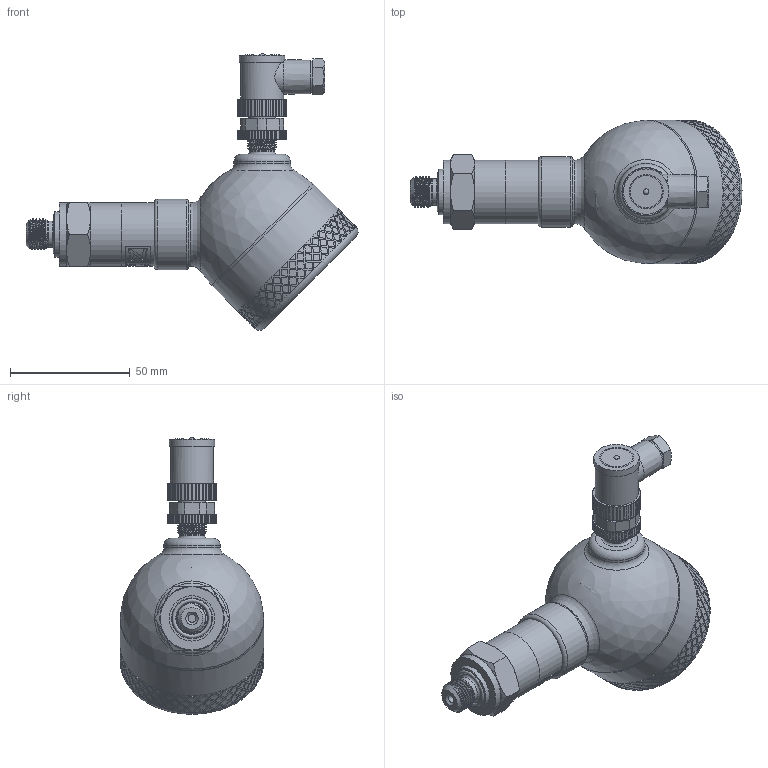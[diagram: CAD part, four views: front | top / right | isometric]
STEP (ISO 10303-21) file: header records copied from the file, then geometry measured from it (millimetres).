
FILE_DESCRIPTION(/* description */ (''),/* implementation_level */ '2;1');
FILE_NAME(/* name */ 'APZ3230FH_8_M12x1-angular.step',/* time_stamp */ '2021-06-30T15:25:22+03:00',/* author */ (''),/* organization */ (''),/* preprocessor_version */ 'ST-DEVELOPER v18.1',/* originating_system */ 'Autodesk Translation Framework v10.9.0.1377',/* authorisation */ '');
FILE_SCHEMA (('AUTOMOTIVE_DESIGN { 1 0 10303 214 3 1 1 }'));
Length unit declared in the file: millimetre
Products named in the file (7): Полевой корпус 
3420 3421 3230 заполненный; G 1\4 DIN; FieldHousing Assembly v16; main body; Крышка без 
дисплея; Адаптер М12х1; M12x1 female angular v10
Assembly tree (6 placements, depth 3):
  Полевой корпус 
3420 3421 3230 заполненный
    G 1\4 DIN
    FieldHousing Assembly v16
      main body
      Крышка без 
дисплея
      Адаптер М12х1
      M12x1 female angular v10
Bounding box: 138.91 x 60.1 x 115.68 mm (x, y, z)
Volume: 175389.9 mm3; surface area: 46997 mm2
Topology: 7 solids, 7 shells, 1613 faces, 4061 edges, 2669 vertices
Faces by surface type: bspline 896, cylinder 491, plane 170, cone 27, torus 25, sphere 4
Full cylindrical faces by diameter (mm): 1 x4, 3.3 x1, 7 x1, 8 x1, 9.3 x1, 9.471 x2, 10.5 x2, 10.741 x7, 11 x1, 11.035 x4, 11.156 x1, 11.445 x5, 11.884 x6, 12.152 x4, 13 x1, 13.032 x1, 13.5 x1, 16.7 x1, 18 x1, 19 x2, 19.7 x1, 21.6 x1, 22.4 x1, 23.6 x1, 24.5 x2, 26.5 x3, 29.5 x1, 55 x9, 56.5 x1, 57.2 x1
Entity records: 70219 total; most frequent: CARTESIAN_POINT 38414, ORIENTED_EDGE 8120, EDGE_CURVE 4060, DIRECTION 3678, VERTEX_POINT 2669, B_SPLINE_CURVE_WITH_KNOTS 2595, EDGE_LOOP 1827, FACE_OUTER_BOUND 1613
